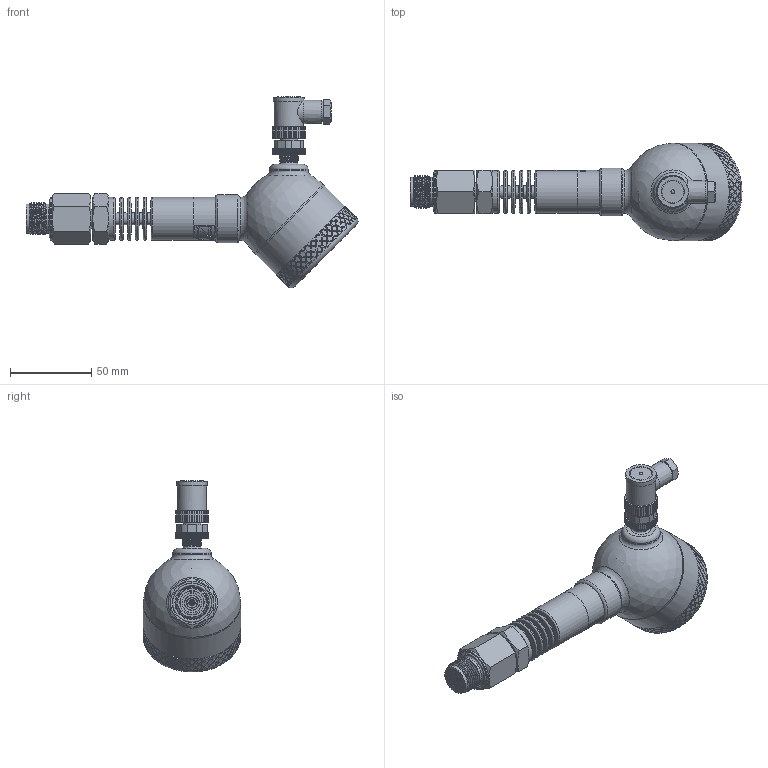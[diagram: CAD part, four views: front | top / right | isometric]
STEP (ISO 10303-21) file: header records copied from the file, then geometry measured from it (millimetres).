
FILE_DESCRIPTION(/* description */ (''),/* implementation_level */ '2;1');
FILE_NAME(/* name */ 'APZ3420mFH_M20x1,5DIN-flush_radiator_2_display.step',/* time_stamp */ '2021-07-07T15:54:22+03:00',/* author */ (''),/* organization */ (''),/* preprocessor_version */ 'ST-DEVELOPER v18.1',/* originating_system */ 'Autodesk Translation Framework v10.9.0.1377',/* authorisation */ '');
FILE_SCHEMA (('AUTOMOTIVE_DESIGN { 1 0 10303 214 3 1 1 }'));
Length unit declared in the file: millimetre
Products named in the file (9): АПЗ420М-полевойкорпус-
заполненный; Заполненный полевой 
корпус v13; Cover for display; Display; Main body; M12x1 adapter; M12x1 female angular v10; G1\4EN radiator; M20x1,5DIN diaphragm 18 v8 (1)
Assembly tree (8 placements, depth 3):
  АПЗ420М-полевойкорпус-
заполненный
    Заполненный полевой 
корпус v13
      Cover for display
      Display
      Main body
      M12x1 adapter
      M12x1 female angular v10
    G1\4EN radiator
    M20x1,5DIN diaphragm 18 v8 (1)
Bounding box: 204.48 x 60.1 x 118.16 mm (x, y, z)
Volume: 259668 mm3; surface area: 63239.2 mm2
Topology: 18 solids, 18 shells, 1919 faces, 4861 edges, 3202 vertices
Faces by surface type: bspline 981, cylinder 551, plane 306, torus 50, cone 29, sphere 2
Full cylindrical faces by diameter (mm): 1 x4, 2 x1, 3.3 x1, 4 x1, 5 x7, 7 x1, 7.5 x5, 8 x1, 9.3 x1, 9.471 x2, 9.5 x2, 10.5 x2, 10.741 x7, 11 x1, 11.035 x4, 11.156 x1, 11.445 x5, 11.884 x6, 12.152 x4, 13 x1, 13.157 x9, 18 x3, 18.137 x5, 19 x1, 19.7 x1, 19.85 x4, 21 x1, 21.6 x1, 21.767 x1, 22.4 x1
Entity records: 86683 total; most frequent: CARTESIAN_POINT 47653, ORIENTED_EDGE 9718, DIRECTION 4920, EDGE_CURVE 4859, VERTEX_POINT 3202, B_SPLINE_CURVE_WITH_KNOTS 2768, EDGE_LOOP 2183, FACE_OUTER_BOUND 1919
